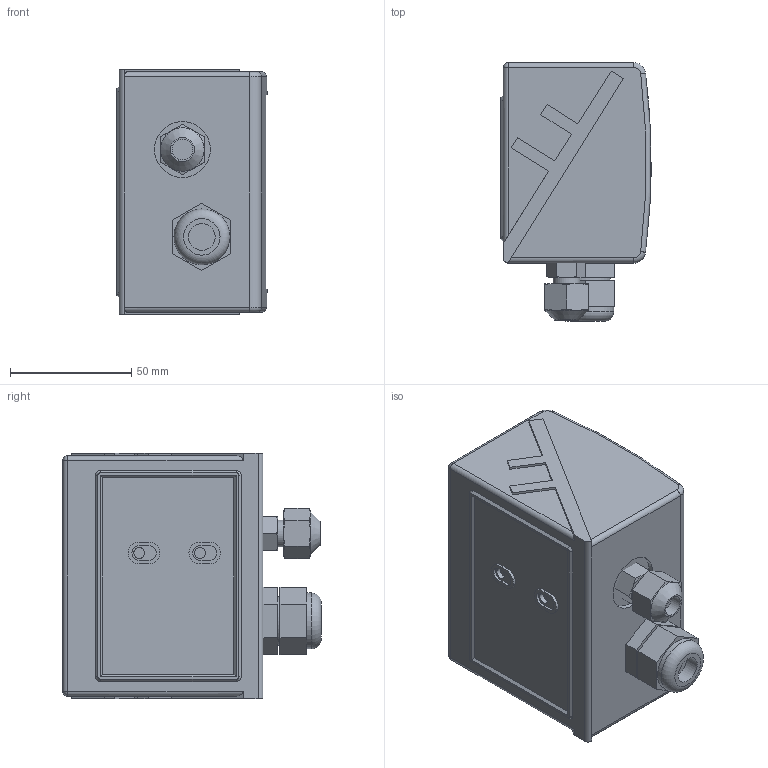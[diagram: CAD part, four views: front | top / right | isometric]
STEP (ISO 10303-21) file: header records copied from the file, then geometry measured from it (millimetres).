
FILE_DESCRIPTION(/* description */ ('РД-2Р-G1/4 в пластиковом корпусе'),/* implementation_level */ '2;1');
FILE_NAME(/* name */ 'РД-2Р-G1_4 в пластиковом корпусе.stp',/* time_stamp */ '2023-12-09T00:14:16+03:00',/* author */ ('Tech'),/* organization */ (''),/* preprocessor_version */ 'ST-DEVELOPER v18.1',/* originating_system */ 'Autodesk Inventor 2021',/* authorisation */ '');
FILE_SCHEMA (('AUTOMOTIVE_DESIGN { 1 0 10303 214 3 1 1 }'));
Length unit declared in the file: millimetre
Products named in the file (1): РД-2Р-G1/4 в пластиковом 
корпусе
Bounding box: 61.89 x 106.5 x 101 mm (x, y, z)
Surface area: 68269.7 mm2
Topology: 2 solids, 2 shells, 338 faces, 871 edges, 586 vertices
Faces by surface type: plane 243, cylinder 67, cone 19, torus 7, sphere 2
Full cylindrical faces by diameter (mm): 2.067 x1, 2.584 x1, 3.242 x2, 4.092 x1, 4.5 x2, 5 x1, 5.115 x1, 8 x1, 8.5 x1, 11 x2, 12 x1, 20 x1, 23 x2, 26 x1
Entity records: 10302 total; most frequent: CARTESIAN_POINT 1887, ORIENTED_EDGE 1744, DIRECTION 1714, EDGE_CURVE 872, LINE 622, VECTOR 622, VERTEX_POINT 586, AXIS2_PLACEMENT_3D 546
